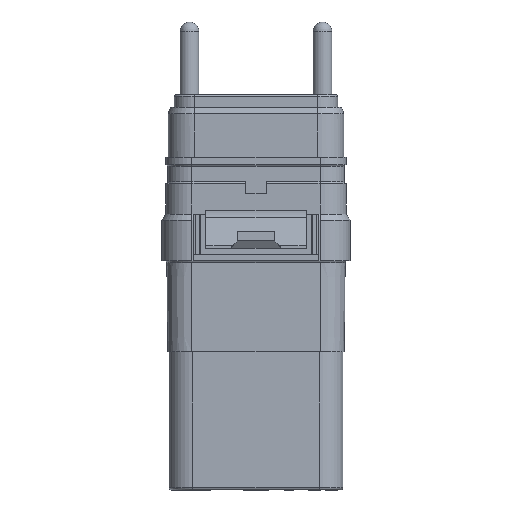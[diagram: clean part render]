
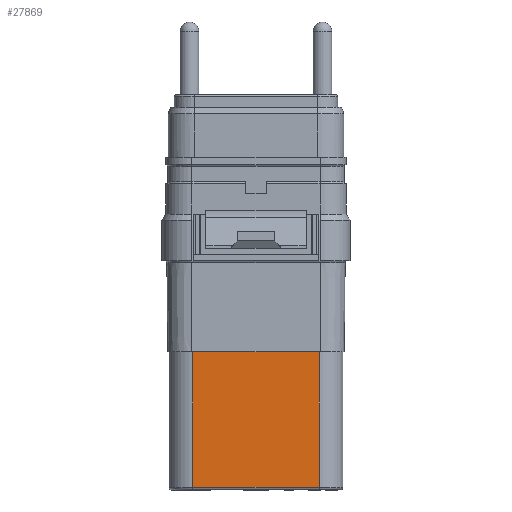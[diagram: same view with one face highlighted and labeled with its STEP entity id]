
A CAD part, front view. The second image highlights one B-rep face of the part: STEP entity #27869.
In plain terms, the highlighted planar face has unit normal (0, -1, 0).
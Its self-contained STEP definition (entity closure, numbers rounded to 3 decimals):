
#46=DIRECTION('',(1.,0.,0.));
#47=VECTOR('',#46,10.05);
#48=CARTESIAN_POINT('',(-5.025,-5.8,-7.46));
#49=LINE('',#48,#47);
#5368=DIRECTION('',(0.,0.,-1.));
#5369=VECTOR('',#5368,10.8);
#5370=CARTESIAN_POINT('',(5.025,-5.8,-7.46));
#5371=LINE('',#5370,#5369);
#5372=DIRECTION('',(-1.,0.,0.));
#5373=VECTOR('',#5372,10.05);
#5374=CARTESIAN_POINT('',(5.025,-5.8,-18.26));
#5375=LINE('',#5374,#5373);
#5376=DIRECTION('',(0.,0.,-1.));
#5377=VECTOR('',#5376,10.8);
#5378=CARTESIAN_POINT('',(-5.025,-5.8,-7.46));
#5379=LINE('',#5378,#5377);
#20044=CARTESIAN_POINT('',(5.025,-5.8,-18.26));
#20046=VERTEX_POINT('',#20044);
#20049=CARTESIAN_POINT('',(-5.025,-5.8,-18.26));
#20050=VERTEX_POINT('',#20049);
#20340=CARTESIAN_POINT('',(-5.025,-5.8,-7.46));
#20341=CARTESIAN_POINT('',(5.025,-5.8,-7.46));
#20342=VERTEX_POINT('',#20340);
#20343=VERTEX_POINT('',#20341);
#27857=CARTESIAN_POINT('',(-6.925,-5.8,-18.46));
#27858=DIRECTION('',(0.,-1.,0.));
#27859=DIRECTION('',(1.,0.,0.));
#27860=AXIS2_PLACEMENT_3D('',#27857,#27858,#27859);
#27861=PLANE('',#27860);
#27862=ORIENTED_EDGE('',*,*,#22227,.T.);
#27864=ORIENTED_EDGE('',*,*,#27863,.T.);
#27865=ORIENTED_EDGE('',*,*,#27770,.T.);
#27866=ORIENTED_EDGE('',*,*,#27850,.F.);
#27867=EDGE_LOOP('',(#27862,#27864,#27865,#27866));
#27868=FACE_OUTER_BOUND('',#27867,.F.);
#27869=ADVANCED_FACE('',(#27868),#27861,.T.);
#22227=EDGE_CURVE('',#20342,#20343,#49,.T.);
#27770=EDGE_CURVE('',#20046,#20050,#5375,.T.);
#27850=EDGE_CURVE('',#20342,#20050,#5379,.T.);
#27863=EDGE_CURVE('',#20343,#20046,#5371,.T.);
